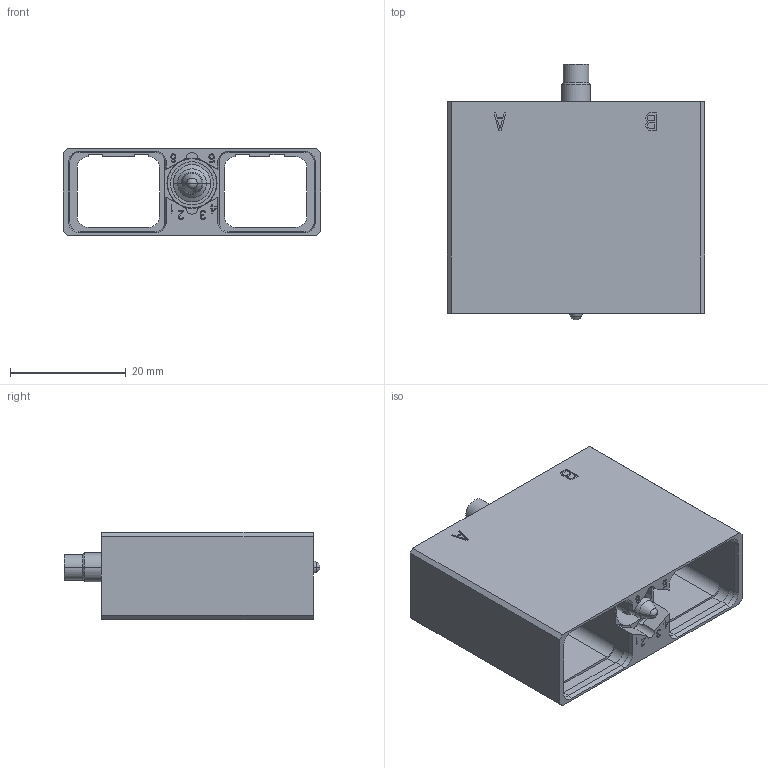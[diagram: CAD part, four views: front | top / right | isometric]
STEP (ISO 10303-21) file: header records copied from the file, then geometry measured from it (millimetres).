
FILE_DESCRIPTION((''),'2;1');
FILE_NAME('SIM3N40N','2020-07-09T',('presta_be4'),(''),'CREO PARAMETRIC BY PTC INC, 2018360','CREO PARAMETRIC BY PTC INC, 2018360','');
FILE_SCHEMA(('CONFIG_CONTROL_DESIGN'));
Length unit declared in the file: millimetre
Products named in the file (1): SIM3N40N
Bounding box: 44.45 x 44.15 x 15.01 mm (x, y, z)
Volume: 7404.6 mm3; surface area: 11016.7 mm2
Topology: 2 solids, 2 shells, 605 faces, 1638 edges, 1054 vertices
Faces by surface type: plane 432, cylinder 121, cone 32, bspline 10, torus 8, sphere 2
Entity records: 19348 total; most frequent: CARTESIAN_POINT 3911, ORIENTED_EDGE 3268, DIRECTION 3110, EDGE_CURVE 1634, VECTOR 1308, LINE 1308, VERTEX_POINT 1054, AXIS2_PLACEMENT_3D 901
